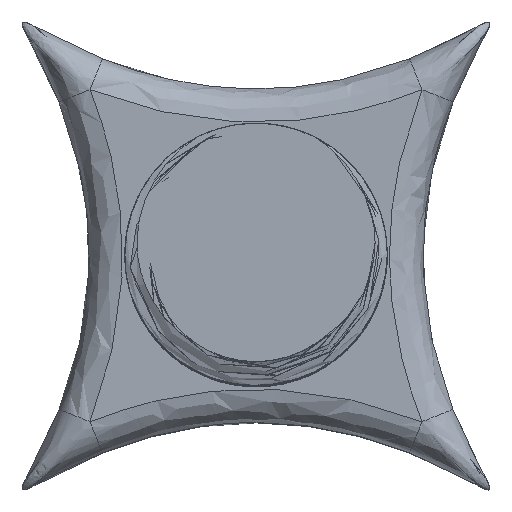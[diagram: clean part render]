
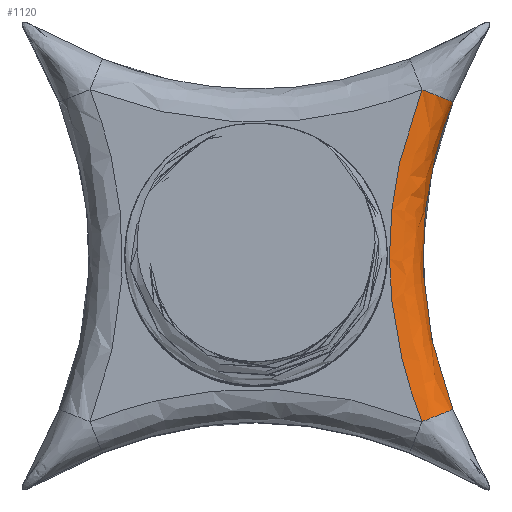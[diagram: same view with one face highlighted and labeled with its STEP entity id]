
A CAD part, top view. The second image highlights one B-rep face of the part: STEP entity #1120.
In plain terms, the highlighted free-form (B-spline) face has degree [3, 3] with [5, 5] control points.
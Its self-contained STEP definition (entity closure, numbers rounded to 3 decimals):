
#32=B_SPLINE_SURFACE_WITH_KNOTS('',3,3,((#5414,#5415,#5416,#5417,#5418),
(#5419,#5420,#5421,#5422,#5423),(#5424,#5425,#5426,#5427,#5428),(#5429,
#5430,#5431,#5432,#5433),(#5434,#5435,#5436,#5437,#5438)),.UNSPECIFIED.,
 .F.,.F.,.F.,(4,1,4),(4,1,4),(0.,0.571,1.),(0.25,
0.685,1.265),.UNSPECIFIED.);
#94=FACE_OUTER_BOUND('',#158,.T.);
#158=EDGE_LOOP('',(#989,#990,#991,#992));
#288=B_SPLINE_CURVE_WITH_KNOTS('',3,(#5296,#5297,#5298,#5299,#5300),
 .UNSPECIFIED.,.F.,.F.,(4,1,4),(-1.265,-0.685,-0.25),
 .UNSPECIFIED.);
#297=B_SPLINE_CURVE_WITH_KNOTS('',3,(#5440,#5441,#5442,#5443,#5444),
 .UNSPECIFIED.,.F.,.F.,(4,1,4),(0.25,0.685,1.265),
 .UNSPECIFIED.);
#298=B_SPLINE_CURVE_WITH_KNOTS('',3,(#5445,#5446,#5447,#5448,#5449),
 .UNSPECIFIED.,.F.,.F.,(4,1,4),(0.,0.571,1.),.UNSPECIFIED.);
#299=B_SPLINE_CURVE_WITH_KNOTS('',3,(#5450,#5451,#5452,#5453,#5454),
 .UNSPECIFIED.,.F.,.F.,(4,1,4),(-1.,-0.571,0.),
 .UNSPECIFIED.);
#490=VERTEX_POINT('',#5270);
#491=VERTEX_POINT('',#5295);
#494=VERTEX_POINT('',#5357);
#496=VERTEX_POINT('',#5439);
#657=EDGE_CURVE('',#491,#490,#288,.T.);
#666=EDGE_CURVE('',#494,#496,#297,.T.);
#667=EDGE_CURVE('',#496,#491,#298,.T.);
#668=EDGE_CURVE('',#490,#494,#299,.T.);
#989=ORIENTED_EDGE('',*,*,#666,.T.);
#990=ORIENTED_EDGE('',*,*,#667,.T.);
#991=ORIENTED_EDGE('',*,*,#657,.T.);
#992=ORIENTED_EDGE('',*,*,#668,.T.);
#1120=ADVANCED_FACE('',(#94),#32,.F.);
#5270=CARTESIAN_POINT('',(5.908,4.61,9.));
#5295=CARTESIAN_POINT('',(5.908,-4.61,9.));
#5296=CARTESIAN_POINT('Ctrl Pts',(5.908,-4.61,9.));
#5297=CARTESIAN_POINT('Ctrl Pts',(5.242,-2.928,9.));
#5298=CARTESIAN_POINT('Ctrl Pts',(4.674,0.24,9.));
#5299=CARTESIAN_POINT('Ctrl Pts',(5.409,3.35,9.));
#5300=CARTESIAN_POINT('Ctrl Pts',(5.908,4.61,9.));
#5357=CARTESIAN_POINT('',(4.978,4.978,10.));
#5414=CARTESIAN_POINT('Ctrl Pts',(4.978,4.978,10.));
#5415=CARTESIAN_POINT('Ctrl Pts',(4.444,3.629,10.));
#5416=CARTESIAN_POINT('Ctrl Pts',(3.645,0.264,10.));
#5417=CARTESIAN_POINT('Ctrl Pts',(4.265,-3.177,10.));
#5418=CARTESIAN_POINT('Ctrl Pts',(4.978,-4.978,10.));
#5419=CARTESIAN_POINT('Ctrl Pts',(5.256,4.868,10.));
#5420=CARTESIAN_POINT('Ctrl Pts',(4.733,3.545,10.));
#5421=CARTESIAN_POINT('Ctrl Pts',(3.953,0.257,10.));
#5422=CARTESIAN_POINT('Ctrl Pts',(4.557,-3.102,10.));
#5423=CARTESIAN_POINT('Ctrl Pts',(5.256,-4.868,10.));
#5424=CARTESIAN_POINT('Ctrl Pts',(5.738,4.677,9.749));
#5425=CARTESIAN_POINT('Ctrl Pts',(5.233,3.401,9.749));
#5426=CARTESIAN_POINT('Ctrl Pts',(4.486,0.245,9.749));
#5427=CARTESIAN_POINT('Ctrl Pts',(5.064,-2.973,9.749));
#5428=CARTESIAN_POINT('Ctrl Pts',(5.738,-4.677,9.749));
#5429=CARTESIAN_POINT('Ctrl Pts',(5.908,4.61,9.224));
#5430=CARTESIAN_POINT('Ctrl Pts',(5.409,3.35,9.224));
#5431=CARTESIAN_POINT('Ctrl Pts',(4.674,0.241,9.224));
#5432=CARTESIAN_POINT('Ctrl Pts',(5.242,-2.928,9.224));
#5433=CARTESIAN_POINT('Ctrl Pts',(5.908,-4.61,9.224));
#5434=CARTESIAN_POINT('Ctrl Pts',(5.908,4.61,9.));
#5435=CARTESIAN_POINT('Ctrl Pts',(5.409,3.35,9.));
#5436=CARTESIAN_POINT('Ctrl Pts',(4.674,0.24,9.));
#5437=CARTESIAN_POINT('Ctrl Pts',(5.242,-2.928,9.));
#5438=CARTESIAN_POINT('Ctrl Pts',(5.908,-4.61,9.));
#5439=CARTESIAN_POINT('',(4.978,-4.978,10.));
#5440=CARTESIAN_POINT('Ctrl Pts',(4.978,4.978,10.));
#5441=CARTESIAN_POINT('Ctrl Pts',(4.444,3.629,10.));
#5442=CARTESIAN_POINT('Ctrl Pts',(3.645,0.264,10.));
#5443=CARTESIAN_POINT('Ctrl Pts',(4.265,-3.177,10.));
#5444=CARTESIAN_POINT('Ctrl Pts',(4.978,-4.978,10.));
#5445=CARTESIAN_POINT('Ctrl Pts',(4.978,-4.978,10.));
#5446=CARTESIAN_POINT('Ctrl Pts',(5.256,-4.868,10.));
#5447=CARTESIAN_POINT('Ctrl Pts',(5.738,-4.677,9.749));
#5448=CARTESIAN_POINT('Ctrl Pts',(5.908,-4.61,9.224));
#5449=CARTESIAN_POINT('Ctrl Pts',(5.908,-4.61,9.));
#5450=CARTESIAN_POINT('Ctrl Pts',(5.908,4.61,9.));
#5451=CARTESIAN_POINT('Ctrl Pts',(5.908,4.61,9.224));
#5452=CARTESIAN_POINT('Ctrl Pts',(5.738,4.677,9.749));
#5453=CARTESIAN_POINT('Ctrl Pts',(5.256,4.868,10.));
#5454=CARTESIAN_POINT('Ctrl Pts',(4.978,4.978,10.));
